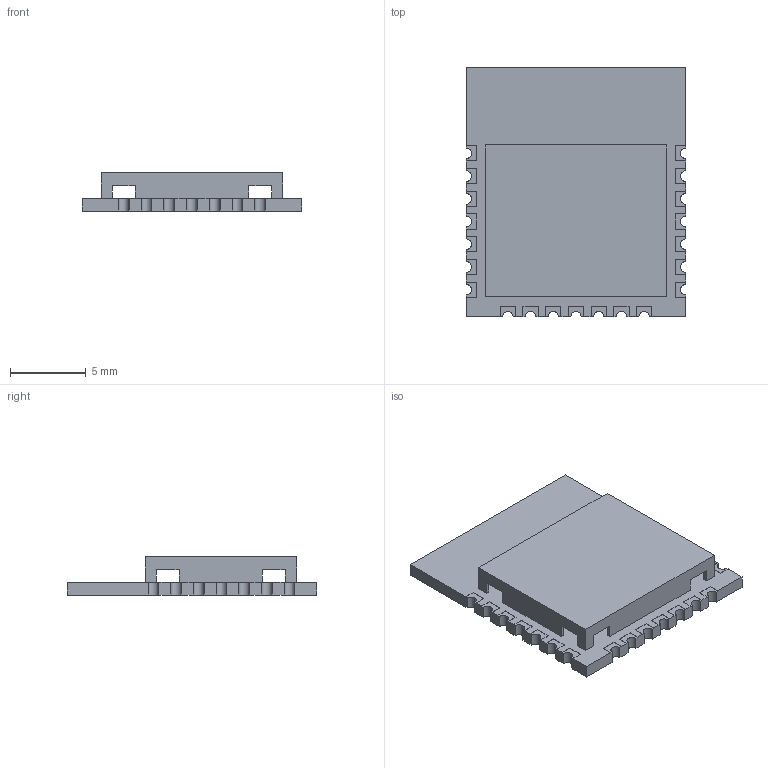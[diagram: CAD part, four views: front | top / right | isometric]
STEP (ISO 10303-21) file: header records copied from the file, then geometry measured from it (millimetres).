
FILE_DESCRIPTION (( 'STEP AP214' ), '1' );
FILE_NAME ('RPI-RM2-R3.stp', '2025-06-24T15:08:05', ( '' ), ( '' ), 'SwSTEP 2.0', 'SolidWorks 2021', '' );
FILE_SCHEMA (( 'AUTOMOTIVE_DESIGN' ));
Length unit declared in the file: millimetre
Products named in the file (1): RPI-RM2-R3
Bounding box: 14.5 x 16.5 x 2.55 mm (x, y, z)
Volume: 234.1 mm3; surface area: 880 mm2
Topology: 1 solids, 1 shells, 257 faces, 783 edges, 522 vertices
Faces by surface type: plane 229, cylinder 28
Entity records: 11522 total; most frequent: ORIENTED_EDGE 1566, CARTESIAN_POINT 1563, DIRECTION 1355, EDGE_CURVE 783, LINE 727, VECTOR 727, VERTEX_POINT 522, AXIS2_PLACEMENT_3D 314
